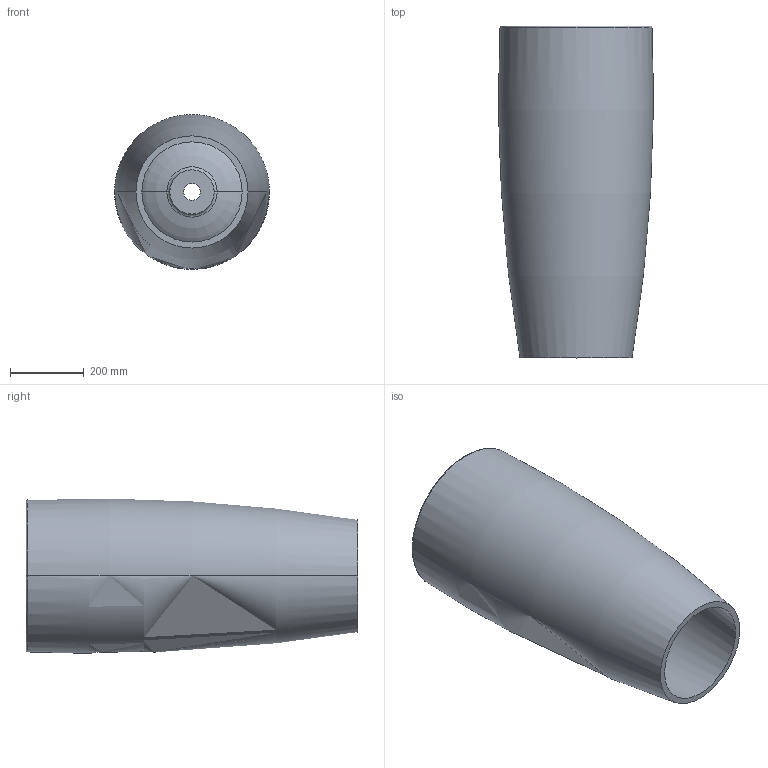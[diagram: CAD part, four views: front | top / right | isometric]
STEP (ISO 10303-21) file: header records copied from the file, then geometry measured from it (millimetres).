
FILE_DESCRIPTION (( 'STEP AP214' ), '1' );
FILE_NAME ('EOSA_ALT_D_A.STEP', '2022-02-15T11:29:43', ( '' ), ( '' ), 'SwSTEP 2.0', 'SolidWorks 2021', '' );
FILE_SCHEMA (( 'AUTOMOTIVE_DESIGN' ));
Length unit declared in the file: millimetre
Products named in the file (1): EOSA_ALT_D_A
Bounding box: 419.64 x 900 x 419.75 mm (x, y, z)
Volume: 19616249.8 mm3; surface area: 2309430.3 mm2
Topology: 1 solids, 1 shells, 26 faces, 56 edges, 32 vertices
Faces by surface type: torus 14, cylinder 6, plane 4, cone 2
Entity records: 1016 total; most frequent: CARTESIAN_POINT 395, DIRECTION 140, ORIENTED_EDGE 112, AXIS2_PLACEMENT_3D 65, EDGE_CURVE 56, CIRCLE 38, VERTEX_POINT 32, EDGE_LOOP 30
